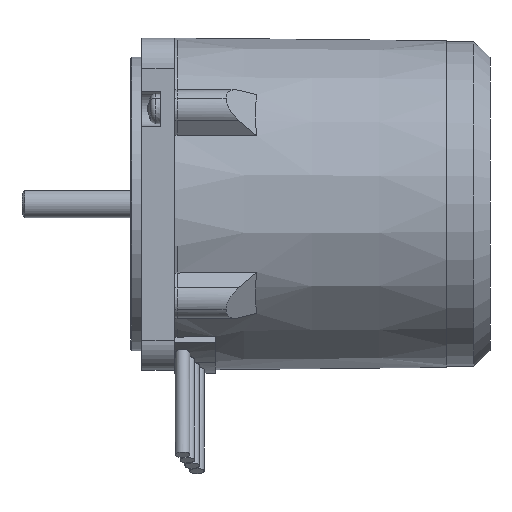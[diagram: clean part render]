
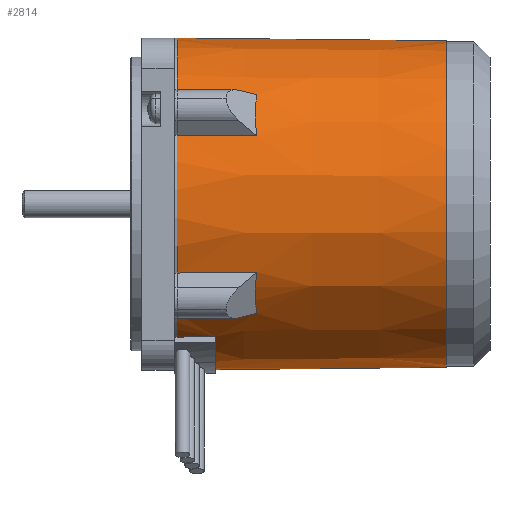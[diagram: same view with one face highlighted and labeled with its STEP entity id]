
A CAD part, front view. The second image highlights one B-rep face of the part: STEP entity #2814.
In plain terms, the highlighted conical face has half-angle 0.573 degrees and reference radius 30.5 mm.
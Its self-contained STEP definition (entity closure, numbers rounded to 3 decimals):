
#1966=CARTESIAN_POINT('POINT7357',(21.159,
   -22.735,-20.111));
#1967=VERTEX_POINT('VERTEX7357',#1966);
#1968=CARTESIAN_POINT('POINT7358',(6.5,-22.898,
   -20.148));
#1969=VERTEX_POINT('VERTEX7358',#1968);
#1970=(BOUNDED_CURVE() B_SPLINE_CURVE(2,(#1971,#1972,#1973),
   .UNSPECIFIED.,.F.,.F.) B_SPLINE_CURVE_WITH_KNOTS((3,3),(
   1.345,16.001),.UNSPECIFIED.) CURVE() 
   GEOMETRIC_REPRESENTATION_ITEM() RATIONAL_B_SPLINE_CURVE((
   1.,1.,1.)) 
   REPRESENTATION_ITEM('SPLINE_CRV2156'));
#1971=CARTESIAN_POINT('',(21.159,-22.735,
   -20.111));
#1972=CARTESIAN_POINT('',(13.852,-22.816,
   -20.129));
#1973=CARTESIAN_POINT('',(6.5,-22.898,
   -20.148));
#1974=EDGE_CURVE('EDGE11825',#1967,#1969,#1970,.T.);
#1997=CARTESIAN_POINT('POINT7359',(21.159,
   -27.642,-12.541));
#1998=VERTEX_POINT('VERTEX7359',#1997);
#1999=CARTESIAN_POINT('POS10627',(50.875,
   -0.252,-0.163));
#2000=DIRECTION('DIR15852',(0.707,-0.593,
   -0.385));
#2001=DIRECTION('DIR15853',(-0.707,
   -0.593,-0.385));
#2002=AXIS2_PLACEMENT_3D('AXIS5226',#1999,#2000,#2001);
#2003=ELLIPSE('ELLIPSE2227',#2002,42.506,
   30.055);
#2004=EDGE_CURVE('EDGE11828',#1998,#1967,#2003,.T.);
#2023=CARTESIAN_POINT('POINT7360',(6.5,-27.742,
   -12.674));
#2024=VERTEX_POINT('VERTEX7360',#2023);
#2025=(BOUNDED_CURVE() B_SPLINE_CURVE(2,(#2026,#2027,#2028),
   .UNSPECIFIED.,.F.,.F.) B_SPLINE_CURVE_WITH_KNOTS((3,3),(0.,
   14.656),.UNSPECIFIED.) CURVE() 
   GEOMETRIC_REPRESENTATION_ITEM() RATIONAL_B_SPLINE_CURVE((1.,
   1.,1.)) REPRESENTATION_ITEM(
   'SPLINE_CRV2157'));
#2026=CARTESIAN_POINT('',(6.5,-27.742,
   -12.674));
#2027=CARTESIAN_POINT('',(13.852,-27.692,
   -12.607));
#2028=CARTESIAN_POINT('',(21.159,-27.642,
   -12.541));
#2029=EDGE_CURVE('EDGE11830',#2024,#1998,#2025,.T.);
#2047=CARTESIAN_POINT('POINT7361',(21.159,
   -27.642,12.541));
#2048=VERTEX_POINT('VERTEX7361',#2047);
#2049=CARTESIAN_POINT('POINT7362',(6.5,-27.742,
   12.674));
#2050=VERTEX_POINT('VERTEX7362',#2049);
#2051=(BOUNDED_CURVE() B_SPLINE_CURVE(2,(#2052,#2053,#2054),
   .UNSPECIFIED.,.F.,.F.) B_SPLINE_CURVE_WITH_KNOTS((3,3),(
   1.345,16.001),.UNSPECIFIED.) CURVE() 
   GEOMETRIC_REPRESENTATION_ITEM() RATIONAL_B_SPLINE_CURVE((
   1.,1.,1.)) 
   REPRESENTATION_ITEM('SPLINE_CRV2158'));
#2052=CARTESIAN_POINT('',(21.159,-27.642,
   12.541));
#2053=CARTESIAN_POINT('',(13.852,-27.692,
   12.607));
#2054=CARTESIAN_POINT('',(6.5,-27.742,
   12.674));
#2055=EDGE_CURVE('EDGE11832',#2048,#2050,#2051,.T.);
#2078=CARTESIAN_POINT('POINT7363',(21.159,
   -22.735,20.111));
#2079=VERTEX_POINT('VERTEX7363',#2078);
#2080=CARTESIAN_POINT('POS10635',(50.875,
   -0.252,0.163));
#2081=DIRECTION('DIR15864',(0.707,-0.593,
   0.385));
#2082=DIRECTION('DIR15865',(-0.707,
   -0.593,0.385));
#2083=AXIS2_PLACEMENT_3D('AXIS5230',#2080,#2081,#2082);
#2084=ELLIPSE('ELLIPSE2228',#2083,42.506,
   30.055);
#2085=EDGE_CURVE('EDGE11835',#2079,#2048,#2084,.T.);
#2104=CARTESIAN_POINT('POINT7364',(6.5,-22.898,
   20.148));
#2105=VERTEX_POINT('VERTEX7364',#2104);
#2106=(BOUNDED_CURVE() B_SPLINE_CURVE(2,(#2107,#2108,#2109),
   .UNSPECIFIED.,.F.,.F.) B_SPLINE_CURVE_WITH_KNOTS((3,3),(0.,
   14.656),.UNSPECIFIED.) CURVE() 
   GEOMETRIC_REPRESENTATION_ITEM() RATIONAL_B_SPLINE_CURVE((1.,
   1.,1.)) REPRESENTATION_ITEM(
   'SPLINE_CRV2159'));
#2107=CARTESIAN_POINT('',(6.5,-22.898,
   20.148));
#2108=CARTESIAN_POINT('',(13.852,-22.816,
   20.129));
#2109=CARTESIAN_POINT('',(21.159,-22.735,
   20.111));
#2110=EDGE_CURVE('EDGE11837',#2105,#2079,#2106,.T.);
#2132=CARTESIAN_POINT('POINT7365',(56.,0.,
   30.005));
#2133=VERTEX_POINT('VERTEX7365',#2132);
#2134=CARTESIAN_POINT('POINT7366',(56.,0.,
   -30.005));
#2135=VERTEX_POINT('VERTEX7366',#2134);
#2136=CARTESIAN_POINT('POS10640',(56.,0.,
   0.));
#2137=DIRECTION('DIR15872',(-1.,0.,0.));
#2138=DIRECTION('DIR15873',(0.,0.,1.));
#2139=AXIS2_PLACEMENT_3D('AXIS5233',#2136,#2137,#2138);
#2140=CIRCLE('ELLIPSE2229',#2139,30.005);
#2143=EDGE_CURVE('EDGE11840',#2135,#2133,#2140,.T.);
#2153=CARTESIAN_POINT('POINT7367',(6.5,0.,
   -30.5));
#2154=VERTEX_POINT('VERTEX7367',#2153);
#2155=CARTESIAN_POINT('POS10642',(6.5,0.,
   -30.5));
#2156=DIRECTION('DIR15876',(1.,0.,
   0.01));
#2157=VECTOR('VEC5408',#2156,1.);
#2158=LINE('STRAIGHT5408',#2155,#2157);
#2159=EDGE_CURVE('EDGE11841',#2154,#2135,#2158,.T.);
#2161=CARTESIAN_POINT('POS10643',(6.5,0.,
   0.));
#2162=DIRECTION('DIR15877',(1.,0.,0.));
#2163=DIRECTION('DIR15878',(0.,0.,-1.));
#2164=AXIS2_PLACEMENT_3D('AXIS5235',#2161,#2162,#2163);
#2165=CIRCLE('ELLIPSE2230',#2164,30.5);
#2176=CARTESIAN_POINT('POINT7368',(6.5,0.,
   30.5));
#2177=VERTEX_POINT('VERTEX7368',#2176);
#2180=CARTESIAN_POINT('POS10644',(6.5,0.,
   30.5));
#2181=DIRECTION('DIR15879',(-1.,0.
   ,0.01));
#2182=VECTOR('VEC5409',#2181,1.);
#2183=LINE('STRAIGHT5409',#2180,#2182);
#2184=EDGE_CURVE('EDGE11845',#2133,#2177,#2183,.T.);
#2189=CARTESIAN_POINT('POS10645',(6.5,0.,
   0.));
#2190=DIRECTION('DIR15880',(-1.,0.,0.));
#2191=DIRECTION('DIR15881',(0.,0.,-1.));
#2192=AXIS2_PLACEMENT_3D('AXIS5236',#2189,#2190,#2191);
#2193=CONICAL_SURFACE('CONE_SURF766',#2192,30.5,
   0.01);
#2574=CARTESIAN_POINT('POINT7399',(6.5,-18.243,
   -24.443));
#2575=VERTEX_POINT('VERTEX7399',#2574);
#2584=EDGE_CURVE('EDGE11885',#1969,#2575,#2165,.T.);
#2590=EDGE_CURVE('EDGE11886',#2050,#2024,#2165,.T.);
#2596=EDGE_CURVE('EDGE11887',#2177,#2105,#2165,.T.);
#2609=CARTESIAN_POINT('POINT7401',(6.5,-4.384,
   -30.183));
#2610=VERTEX_POINT('VERTEX7401',#2609);
#2611=EDGE_CURVE('EDGE11888',#2610,#2154,#2165,.T.);
#2776=ORIENTED_EDGE('COEDGE23761',*,*,#2159,.T.);
#2777=ORIENTED_EDGE('COEDGE23762',*,*,#2143,.T.);
#2778=ORIENTED_EDGE('COEDGE23763',*,*,#2184,.T.);
#2779=ORIENTED_EDGE('COEDGE23764',*,*,#2596,.T.);
#2780=ORIENTED_EDGE('COEDGE23765',*,*,#2110,.T.);
#2781=ORIENTED_EDGE('COEDGE23766',*,*,#2085,.T.);
#2782=ORIENTED_EDGE('COEDGE23767',*,*,#2055,.T.);
#2783=ORIENTED_EDGE('COEDGE23768',*,*,#2590,.T.);
#2784=ORIENTED_EDGE('COEDGE23769',*,*,#2029,.T.);
#2785=ORIENTED_EDGE('COEDGE23770',*,*,#2004,.T.);
#2786=ORIENTED_EDGE('COEDGE23771',*,*,#1974,.T.);
#2787=ORIENTED_EDGE('COEDGE23772',*,*,#2584,.T.);
#2788=CARTESIAN_POINT('POINT7425',(13.5,-18.215,
   -24.376));
#2789=VERTEX_POINT('VERTEX7425',#2788);
#2790=(BOUNDED_CURVE() B_SPLINE_CURVE(2,(#2791,#2792,#2793),
   .UNSPECIFIED.,.F.,.F.) B_SPLINE_CURVE_WITH_KNOTS((3,3),(0.,
   7.),.UNSPECIFIED.) CURVE() 
   GEOMETRIC_REPRESENTATION_ITEM() RATIONAL_B_SPLINE_CURVE((1.,
   1.,1.)) REPRESENTATION_ITEM('SPLINE_CRV2160'
   ));
#2791=CARTESIAN_POINT('',(13.5,-18.215,
   -24.376));
#2792=CARTESIAN_POINT('',(10.004,-18.229,
   -24.41));
#2793=CARTESIAN_POINT('',(6.5,-18.243,
   -24.443));
#2794=EDGE_CURVE('EDGE11913',#2789,#2575,#2790,.T.);
#2795=ORIENTED_EDGE('COEDGE23773',*,*,#2794,.F.);
#2796=CARTESIAN_POINT('POINT7426',(13.5,-4.357,
   -30.117));
#2797=VERTEX_POINT('VERTEX7426',#2796);
#2798=CARTESIAN_POINT('POS10701',(13.5,0.,
   0.));
#2799=DIRECTION('DIR15964',(-1.,0.,0.));
#2800=DIRECTION('DIR15965',(0.,0.,-1.));
#2801=AXIS2_PLACEMENT_3D('AXIS5264',#2798,#2799,#2800);
#2802=CIRCLE('ELLIPSE2247',#2801,30.43);
#2803=EDGE_CURVE('EDGE11914',#2797,#2789,#2802,.T.);
#2804=ORIENTED_EDGE('COEDGE23774',*,*,#2803,.F.);
#2805=(BOUNDED_CURVE() B_SPLINE_CURVE(2,(#2806,#2807,#2808),
   .UNSPECIFIED.,.F.,.F.) B_SPLINE_CURVE_WITH_KNOTS((3,3),(0.,
   7.),.UNSPECIFIED.) CURVE() 
   GEOMETRIC_REPRESENTATION_ITEM() RATIONAL_B_SPLINE_CURVE((1.,
   1.,1.)) REPRESENTATION_ITEM('SPLINE_CRV2161'
   ));
#2806=CARTESIAN_POINT('',(6.5,-4.384,
   -30.183));
#2807=CARTESIAN_POINT('',(10.004,-4.371,
   -30.15));
#2808=CARTESIAN_POINT('',(13.5,-4.357,
   -30.117));
#2809=EDGE_CURVE('EDGE11915',#2610,#2797,#2805,.T.);
#2810=ORIENTED_EDGE('COEDGE23775',*,*,#2809,.F.);
#2811=ORIENTED_EDGE('COEDGE23776',*,*,#2611,.T.);
#2812=EDGE_LOOP('NONE',(#2776,#2777,#2778,#2779,#2780,#2781,#2782,#2783,
   #2784,#2785,#2786,#2787,#2795,#2804,#2810,#2811));
#2813=FACE_BOUND('LOOP1',#2812,.T.);
#2814=ADVANCED_FACE('FACE4901',(#2813),#2193,.T.);
